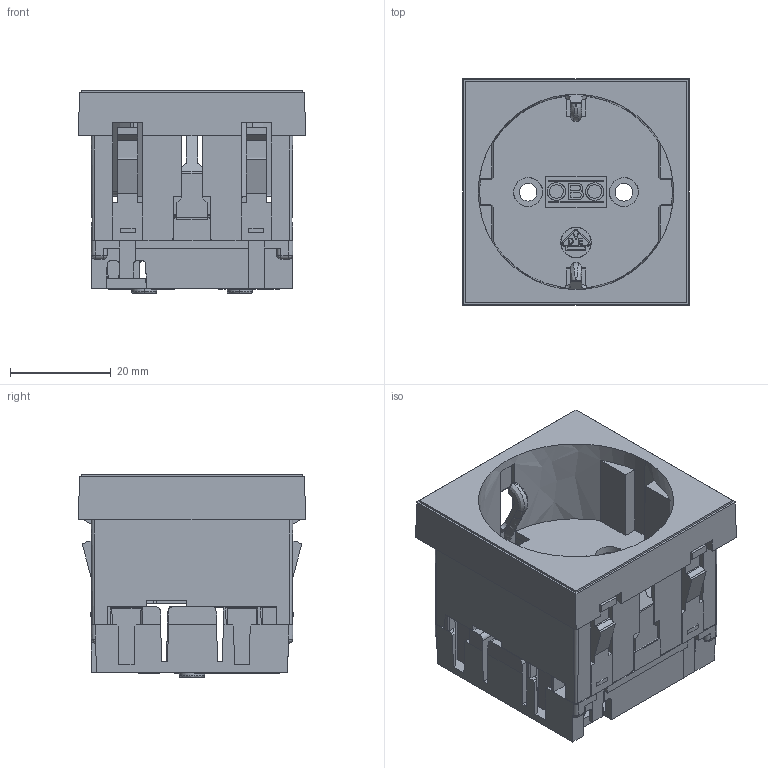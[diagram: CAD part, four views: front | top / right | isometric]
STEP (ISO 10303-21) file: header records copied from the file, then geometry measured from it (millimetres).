
FILE_DESCRIPTION(/* description */ (''),/* implementation_level */ '2;1');
FILE_NAME(/* name */ '6120008',/* time_stamp */ '2016-01-12T11:18:09+01:00',/* author */ (''),/* organization */ (''),/* preprocessor_version */ 'ST-DEVELOPER v15',/* originating_system */ '',/* authorisation */ '');
FILE_SCHEMA (('CONFIG_CONTROL_DESIGN'));
Length unit declared in the file: millimetre
Products named in the file (2): Document; Block 02
Assembly tree (1 placements, depth 2):
  Document
    Block 02
Bounding box: 45 x 45 x 40.25 mm (x, y, z)
Volume: 1944.6 mm3; surface area: 25855.2 mm2
Topology: 2 solids, 4 shells, 1773 faces, 5110 edges, 3313 vertices
Faces by surface type: plane 1429, bspline 344
Entity records: 63210 total; most frequent: CARTESIAN_POINT 29852, ORIENTED_EDGE 10009, EDGE_CURVE 5110, B_SPLINE_CURVE_WITH_KNOTS 4760, VERTEX_POINT 3313, EDGE_LOOP 1880, ADVANCED_FACE 1773, FACE_OUTER_BOUND 1773
